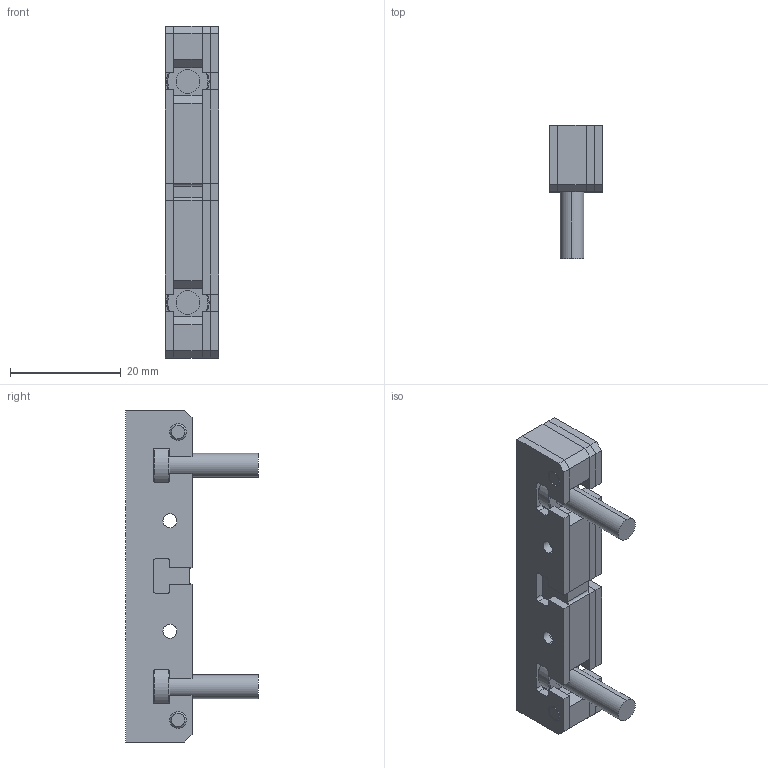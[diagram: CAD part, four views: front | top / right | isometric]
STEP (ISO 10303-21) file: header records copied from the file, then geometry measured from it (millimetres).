
FILE_DESCRIPTION (( 'STEP AP203' ), '1' );
FILE_NAME ('943b.STEP', '2023-01-11T09:07:26', ( '' ), ( '' ), 'SwSTEP 2.0', 'SolidWorks 2019', '' );
FILE_SCHEMA (( 'CONFIG_CONTROL_DESIGN' ));
Length unit declared in the file: millimetre
Products named in the file (5): Lamela_60 909f7f7a4fc5279c8d7f84ba1b512173; Lamellar_Gas_Vent_ISGL60 909f7f7a4fc5279c8d7f84ba1b512173; 943b; Bolt_60 909f7f7a4fc5279c8d7f84ba1b512173; Pin_60 909f7f7a4fc5279c8d7f84ba1b512173
Assembly tree (8 placements, depth 2):
  943b
    Lamellar_Gas_Vent_ISGL60 909f7f7a4fc5279c8d7f84ba1b512173
    Lamela_60 909f7f7a4fc5279c8d7f84ba1b512173  x3
    Bolt_60 909f7f7a4fc5279c8d7f84ba1b512173  x2
    Pin_60 909f7f7a4fc5279c8d7f84ba1b512173  x2
Bounding box: 9.64 x 24 x 60 mm (x, y, z)
Volume: 6603.3 mm3; surface area: 7933.5 mm2
Topology: 8 solids, 8 shells, 236 faces, 638 edges, 420 vertices
Faces by surface type: plane 132, cylinder 88, cone 16
Entity records: 4229 total; most frequent: DIRECTION 644, CARTESIAN_POINT 628, ORIENTED_EDGE 608, EDGE_CURVE 304, AXIS2_PLACEMENT_3D 216, LINE 212, VECTOR 212, VERTEX_POINT 200
